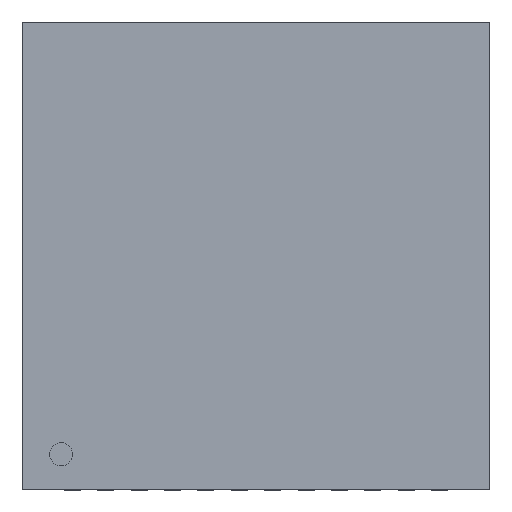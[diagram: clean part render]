
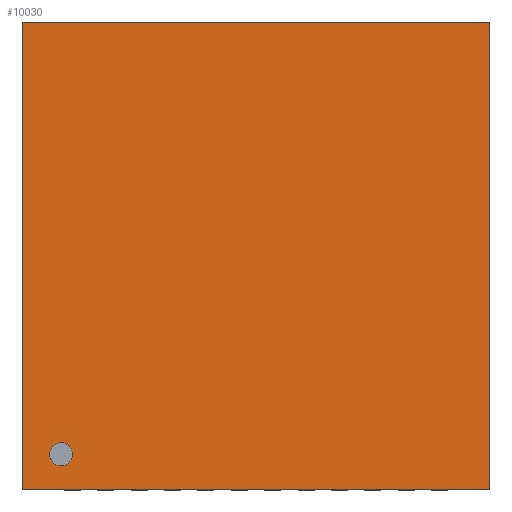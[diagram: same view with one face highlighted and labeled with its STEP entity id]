
A CAD part, top view. The second image highlights one B-rep face of the part: STEP entity #10030.
In plain terms, the highlighted planar face has unit normal (0, 0, 1).
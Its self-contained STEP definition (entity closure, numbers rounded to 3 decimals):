
#6637 = VERTEX_POINT('',#6638);
#6638 = CARTESIAN_POINT('',(-2.744,-2.966,1.));
#6644 = EDGE_CURVE('',#6645,#6637,#6647,.T.);
#6645 = VERTEX_POINT('',#6646);
#6646 = CARTESIAN_POINT('',(-3.089,-2.966,1.));
#6647 = CIRCLE('',#6648,0.173);
#6648 = AXIS2_PLACEMENT_3D('',#6649,#6650,#6651);
#6649 = CARTESIAN_POINT('',(-2.917,-2.966,1.));
#6650 = DIRECTION('',(0.,0.,1.));
#6651 = DIRECTION('',(1.,0.,0.));
#7343 = VERTEX_POINT('',#7344);
#7344 = CARTESIAN_POINT('',(3.5,-3.5,1.));
#7350 = EDGE_CURVE('',#7351,#7343,#7353,.T.);
#7351 = VERTEX_POINT('',#7352);
#7352 = CARTESIAN_POINT('',(-3.5,-3.5,1.));
#7353 = LINE('',#7354,#7355);
#7354 = CARTESIAN_POINT('',(3.5,-3.5,1.));
#7355 = VECTOR('',#7356,1.);
#7356 = DIRECTION('',(1.,0.,0.));
#7815 = VERTEX_POINT('',#7816);
#7816 = CARTESIAN_POINT('',(-3.5,3.5,1.));
#7822 = EDGE_CURVE('',#7823,#7815,#7825,.T.);
#7823 = VERTEX_POINT('',#7824);
#7824 = CARTESIAN_POINT('',(3.5,3.5,1.));
#7825 = LINE('',#7826,#7827);
#7826 = CARTESIAN_POINT('',(3.5,3.5,1.));
#7827 = VECTOR('',#7828,1.);
#7828 = DIRECTION('',(-1.,0.,0.));
#9573 = EDGE_CURVE('',#7343,#7823,#9574,.T.);
#9574 = LINE('',#9575,#9576);
#9575 = CARTESIAN_POINT('',(3.5,3.5,1.));
#9576 = VECTOR('',#9577,1.);
#9577 = DIRECTION('',(0.,1.,0.));
#9912 = EDGE_CURVE('',#7815,#7351,#9913,.T.);
#9913 = LINE('',#9914,#9915);
#9914 = CARTESIAN_POINT('',(-3.5,3.5,1.));
#9915 = VECTOR('',#9916,1.);
#9916 = DIRECTION('',(0.,-1.,0.));
#10030 = ADVANCED_FACE('',(#10031,#10041),#10047,.T.);
#10031 = FACE_BOUND('',#10032,.T.);
#10032 = EDGE_LOOP('',(#10033,#10040));
#10033 = ORIENTED_EDGE('',*,*,#10034,.F.);
#10034 = EDGE_CURVE('',#6637,#6645,#10035,.T.);
#10035 = CIRCLE('',#10036,0.173);
#10036 = AXIS2_PLACEMENT_3D('',#10037,#10038,#10039);
#10037 = CARTESIAN_POINT('',(-2.917,-2.966,1.));
#10038 = DIRECTION('',(0.,0.,1.));
#10039 = DIRECTION('',(1.,0.,0.));
#10040 = ORIENTED_EDGE('',*,*,#6644,.F.);
#10041 = FACE_BOUND('',#10042,.T.);
#10042 = EDGE_LOOP('',(#10043,#10044,#10045,#10046));
#10043 = ORIENTED_EDGE('',*,*,#9912,.T.);
#10044 = ORIENTED_EDGE('',*,*,#7350,.T.);
#10045 = ORIENTED_EDGE('',*,*,#9573,.T.);
#10046 = ORIENTED_EDGE('',*,*,#7822,.T.);
#10047 = PLANE('',#10048);
#10048 = AXIS2_PLACEMENT_3D('',#10049,#10050,#10051);
#10049 = CARTESIAN_POINT('',(0.,0.,1.
    ));
#10050 = DIRECTION('',(0.,0.,1.));
#10051 = DIRECTION('',(1.,0.,0.));
